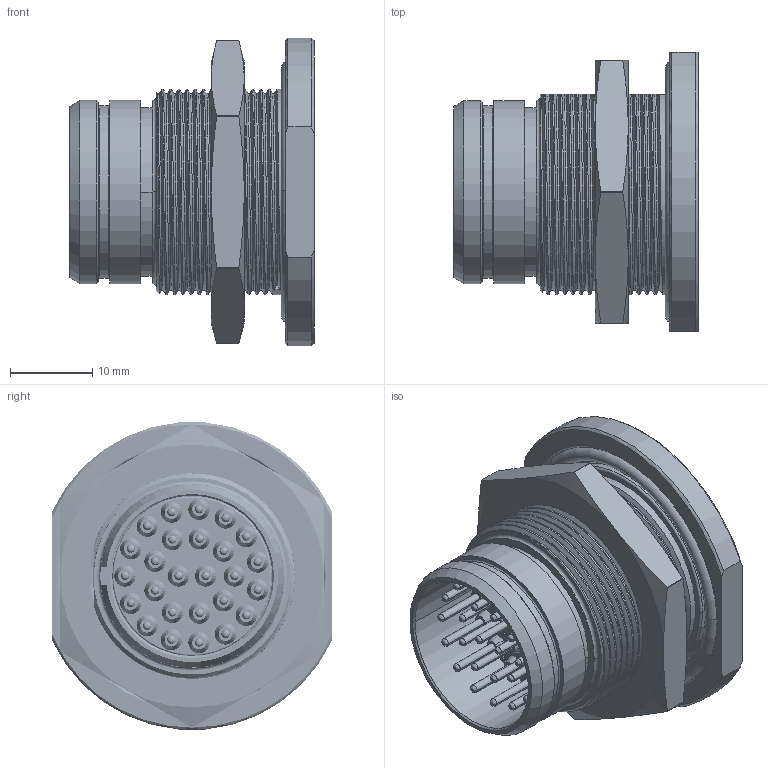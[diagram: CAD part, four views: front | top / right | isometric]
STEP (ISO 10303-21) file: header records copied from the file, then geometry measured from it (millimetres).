
FILE_DESCRIPTION((''),'2;1');
FILE_NAME('1332EV426MS','2024-07-26T14:27:21',('paultorloting'),('NET AG system integration'),'CREO PARAMETRIC BY PTC INC, 2021404','CREO PARAMETRIC BY PTC INC, 2021404','');
FILE_SCHEMA(('AUTOMOTIVE_DESIGN { 1 0 10303 214 1 1 1 1 }'));
Products named in the file (1): 1332EV426MS
Bounding box: 29.7 x 34 x 37.36 mm (x, y, z)
Volume: 9993.5 mm3; surface area: 13779.2 mm2
Topology: 1 solids, 1 shells, 3361 faces, 8947 edges, 5750 vertices
Faces by surface type: plane 1705, cylinder 1101, bspline 287, cone 138, torus 130
Entity records: 143920 total; most frequent: CARTESIAN_POINT 42666, ORIENTED_EDGE 17894, DIRECTION 15613, EDGE_CURVE 8947, VERTEX_POINT 5750, AXIS2_PLACEMENT_3D 5575, VECTOR 4460, LINE 4460
